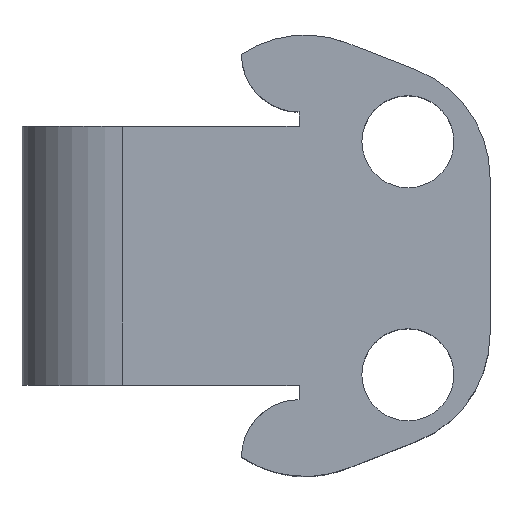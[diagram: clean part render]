
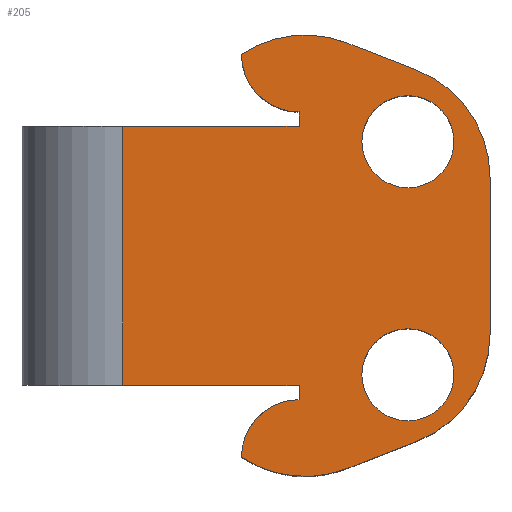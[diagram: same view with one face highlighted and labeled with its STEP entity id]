
A CAD part, top view. The second image highlights one B-rep face of the part: STEP entity #205.
In plain terms, the highlighted planar face has unit normal (0, 0, 1).
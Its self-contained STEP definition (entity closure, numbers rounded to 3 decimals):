
#6 = CARTESIAN_POINT ( 'NONE',  ( -40.996, -4.5, 7. ) ) ;
#12 = VECTOR ( 'NONE', #859, 1000. ) ;
#20 = CARTESIAN_POINT ( 'NONE',  ( -28.23, -2.727, 7. ) ) ;
#28 = DIRECTION ( 'NONE',  ( 1., 0., 0. ) ) ;
#30 = VECTOR ( 'NONE', #271, 1000. ) ;
#32 = ORIENTED_EDGE ( 'NONE', *, *, #607, .T. ) ;
#52 = DIRECTION ( 'NONE',  ( 0., 0., 1. ) ) ;
#55 = CARTESIAN_POINT ( 'NONE',  ( -31.083, -4.135, 7. ) ) ;
#57 = ORIENTED_EDGE ( 'NONE', *, *, #738, .F. ) ;
#58 = CIRCLE ( 'NONE', #107, 1.6 ) ;
#71 = DIRECTION ( 'NONE',  ( 1., 0., 0. ) ) ;
#76 = VECTOR ( 'NONE', #434, 1000. ) ;
#77 = CARTESIAN_POINT ( 'NONE',  ( -34.868, -4.5, 7. ) ) ;
#82 = DIRECTION ( 'NONE',  ( 1., 0., 0. ) ) ;
#85 = EDGE_CURVE ( 'NONE', #385, #100, #462, .T. ) ;
#93 = AXIS2_PLACEMENT_3D ( 'NONE', #858, #356, #647 ) ;
#100 = VERTEX_POINT ( 'NONE', #683 ) ;
#103 = VERTEX_POINT ( 'NONE', #821 ) ;
#107 = AXIS2_PLACEMENT_3D ( 'NONE', #375, #568, #653 ) ;
#122 = CIRCLE ( 'NONE', #509, 4. ) ;
#141 = VERTEX_POINT ( 'NONE', #20 ) ;
#148 = DIRECTION ( 'NONE',  ( 0., 0., 1. ) ) ;
#162 = EDGE_LOOP ( 'NONE', ( #306, #249 ) ) ;
#165 = DIRECTION ( 'NONE',  ( 0., -1., 0. ) ) ;
#172 = VERTEX_POINT ( 'NONE', #252 ) ;
#188 = EDGE_CURVE ( 'NONE', #679, #729, #227, .T. ) ;
#200 = DIRECTION ( 'NONE',  ( 1., 0., 0. ) ) ;
#205 = ADVANCED_FACE ( 'NONE', ( #236, #637, #416 ), #332, .T. ) ;
#208 = CARTESIAN_POINT ( 'NONE',  ( -34.868, -7., 7. ) ) ;
#212 = LINE ( 'NONE', #567, #944 ) ;
#218 = DIRECTION ( 'NONE',  ( 0., 0., 1. ) ) ;
#223 = EDGE_CURVE ( 'NONE', #413, #851, #372, .T. ) ;
#226 = ORIENTED_EDGE ( 'NONE', *, *, #438, .F. ) ;
#227 = CIRCLE ( 'NONE', #350, 1.6 ) ;
#233 = VERTEX_POINT ( 'NONE', #553 ) ;
#236 = FACE_OUTER_BOUND ( 'NONE', #355, .T. ) ;
#249 = ORIENTED_EDGE ( 'NONE', *, *, #468, .F. ) ;
#252 = CARTESIAN_POINT ( 'NONE',  ( -34.868, 4.5, 7. ) ) ;
#254 = DIRECTION ( 'NONE',  ( 1., 0., 0. ) ) ;
#257 = VERTEX_POINT ( 'NONE', #328 ) ;
#261 = CIRCLE ( 'NONE', #93, 2. ) ;
#264 = DIRECTION ( 'NONE',  ( 0., 0., 1. ) ) ;
#265 = DIRECTION ( 'NONE',  ( 1., 0., 0. ) ) ;
#271 = DIRECTION ( 'NONE',  ( 1., 0., 0. ) ) ;
#274 = AXIS2_PLACEMENT_3D ( 'NONE', #578, #293, #583 ) ;
#286 = CARTESIAN_POINT ( 'NONE',  ( -31.083, 3.965, 7. ) ) ;
#293 = DIRECTION ( 'NONE',  ( 0., 0., 1. ) ) ;
#295 = VERTEX_POINT ( 'NONE', #837 ) ;
#302 = CARTESIAN_POINT ( 'NONE',  ( -1.866, -4.795, 7. ) ) ;
#306 = ORIENTED_EDGE ( 'NONE', *, *, #421, .F. ) ;
#322 = CARTESIAN_POINT ( 'NONE',  ( -32.23, 2.727, 7. ) ) ;
#325 = ORIENTED_EDGE ( 'NONE', *, *, #759, .T. ) ;
#326 = EDGE_CURVE ( 'NONE', #100, #413, #465, .T. ) ;
#328 = CARTESIAN_POINT ( 'NONE',  ( -34.868, 5., 7. ) ) ;
#331 = EDGE_CURVE ( 'NONE', #257, #172, #945, .T. ) ;
#332 = PLANE ( 'NONE',  #478 ) ;
#340 = CARTESIAN_POINT ( 'NONE',  ( -40.996, 4.5, 7. ) ) ;
#350 = AXIS2_PLACEMENT_3D ( 'NONE', #825, #469, #82 ) ;
#352 = CIRCLE ( 'NONE', #579, 1.6 ) ;
#355 = EDGE_LOOP ( 'NONE', ( #520, #32, #857, #822, #561, #576, #325, #396, #554, #432, #226, #590, #689, #760 ) ) ;
#356 = DIRECTION ( 'NONE',  ( 0., 0., 1. ) ) ;
#362 = DIRECTION ( 'NONE',  ( -0.932, -0.363, 0. ) ) ;
#371 = EDGE_CURVE ( 'NONE', #295, #141, #838, .T. ) ;
#372 = CIRCLE ( 'NONE', #826, 4. ) ;
#375 = CARTESIAN_POINT ( 'NONE',  ( -31.083, -4.135, 7. ) ) ;
#382 = EDGE_CURVE ( 'NONE', #692, #505, #788, .T. ) ;
#385 = VERTEX_POINT ( 'NONE', #77 ) ;
#387 = LINE ( 'NONE', #675, #718 ) ;
#394 = CARTESIAN_POINT ( 'NONE',  ( -34.868, 5., 7. ) ) ;
#396 = ORIENTED_EDGE ( 'NONE', *, *, #85, .T. ) ;
#412 = CARTESIAN_POINT ( 'NONE',  ( -34.652, -3.67, 7. ) ) ;
#413 = VERTEX_POINT ( 'NONE', #796 ) ;
#416 = FACE_BOUND ( 'NONE', #162, .T. ) ;
#417 = CIRCLE ( 'NONE', #839, 1.6 ) ;
#419 = CARTESIAN_POINT ( 'NONE',  ( -34.652, 3.67, 7. ) ) ;
#420 = DIRECTION ( 'NONE',  ( 0., 0., 1. ) ) ;
#421 = EDGE_CURVE ( 'NONE', #705, #786, #58, .T. ) ;
#429 = VECTOR ( 'NONE', #362, 1000. ) ;
#432 = ORIENTED_EDGE ( 'NONE', *, *, #223, .T. ) ;
#434 = DIRECTION ( 'NONE',  ( 0., -1., 0. ) ) ;
#438 = EDGE_CURVE ( 'NONE', #295, #851, #870, .T. ) ;
#439 = CARTESIAN_POINT ( 'NONE',  ( -1.866, 4.795, 7. ) ) ;
#443 = DIRECTION ( 'NONE',  ( 1., 0., 0. ) ) ;
#461 = LINE ( 'NONE', #302, #700 ) ;
#462 = LINE ( 'NONE', #394, #850 ) ;
#465 = CIRCLE ( 'NONE', #564, 2. ) ;
#468 = EDGE_CURVE ( 'NONE', #786, #705, #352, .T. ) ;
#469 = DIRECTION ( 'NONE',  ( 0., 0., 1. ) ) ;
#475 = DIRECTION ( 'NONE',  ( 1., 0., 0. ) ) ;
#478 = AXIS2_PLACEMENT_3D ( 'NONE', #487, #420, #475 ) ;
#486 = CARTESIAN_POINT ( 'NONE',  ( -29.483, 3.965, 7. ) ) ;
#487 = CARTESIAN_POINT ( 'NONE',  ( 0., 0., 7. ) ) ;
#500 = VERTEX_POINT ( 'NONE', #810 ) ;
#505 = VERTEX_POINT ( 'NONE', #6 ) ;
#509 = AXIS2_PLACEMENT_3D ( 'NONE', #322, #623, #254 ) ;
#520 = ORIENTED_EDGE ( 'NONE', *, *, #558, .F. ) ;
#528 = CARTESIAN_POINT ( 'NONE',  ( -36.868, 7., 7. ) ) ;
#550 = ORIENTED_EDGE ( 'NONE', *, *, #188, .F. ) ;
#553 = CARTESIAN_POINT ( 'NONE',  ( -30.78, 6.455, 7. ) ) ;
#554 = ORIENTED_EDGE ( 'NONE', *, *, #326, .T. ) ;
#558 = EDGE_CURVE ( 'NONE', #103, #233, #461, .T. ) ;
#561 = ORIENTED_EDGE ( 'NONE', *, *, #843, .F. ) ;
#562 = CARTESIAN_POINT ( 'NONE',  ( -33.202, -7.397, 7. ) ) ;
#564 = AXIS2_PLACEMENT_3D ( 'NONE', #208, #148, #200 ) ;
#567 = CARTESIAN_POINT ( 'NONE',  ( 0., -4.5, 7. ) ) ;
#568 = DIRECTION ( 'NONE',  ( 0., 0., 1. ) ) ;
#576 = ORIENTED_EDGE ( 'NONE', *, *, #382, .T. ) ;
#577 = CARTESIAN_POINT ( 'NONE',  ( -32.683, 3.965, 7. ) ) ;
#578 = CARTESIAN_POINT ( 'NONE',  ( -32.23, -2.727, 7. ) ) ;
#579 = AXIS2_PLACEMENT_3D ( 'NONE', #55, #218, #443 ) ;
#583 = DIRECTION ( 'NONE',  ( 1., 0., 0. ) ) ;
#590 = ORIENTED_EDGE ( 'NONE', *, *, #371, .T. ) ;
#593 = DIRECTION ( 'NONE',  ( 0.932, -0.363, 0. ) ) ;
#598 = CIRCLE ( 'NONE', #613, 4. ) ;
#607 = EDGE_CURVE ( 'NONE', #103, #935, #598, .T. ) ;
#613 = AXIS2_PLACEMENT_3D ( 'NONE', #419, #264, #28 ) ;
#623 = DIRECTION ( 'NONE',  ( 0., 0., 1. ) ) ;
#630 = EDGE_CURVE ( 'NONE', #500, #233, #122, .T. ) ;
#637 = FACE_BOUND ( 'NONE', #782, .T. ) ;
#647 = DIRECTION ( 'NONE',  ( 1., 0., 0. ) ) ;
#653 = DIRECTION ( 'NONE',  ( 1., 0., 0. ) ) ;
#657 = CARTESIAN_POINT ( 'NONE',  ( -32.683, -4.135, 7. ) ) ;
#675 = CARTESIAN_POINT ( 'NONE',  ( -28.23, 0., 7. ) ) ;
#679 = VERTEX_POINT ( 'NONE', #486 ) ;
#683 = CARTESIAN_POINT ( 'NONE',  ( -34.868, -5., 7. ) ) ;
#689 = ORIENTED_EDGE ( 'NONE', *, *, #874, .F. ) ;
#692 = VERTEX_POINT ( 'NONE', #340 ) ;
#700 = VECTOR ( 'NONE', #593, 1000. ) ;
#705 = VERTEX_POINT ( 'NONE', #657 ) ;
#714 = CARTESIAN_POINT ( 'NONE',  ( -29.483, -4.135, 7. ) ) ;
#717 = CARTESIAN_POINT ( 'NONE',  ( -34.868, 5., 7. ) ) ;
#718 = VECTOR ( 'NONE', #823, 1000. ) ;
#728 = EDGE_CURVE ( 'NONE', #935, #257, #261, .T. ) ;
#729 = VERTEX_POINT ( 'NONE', #577 ) ;
#738 = EDGE_CURVE ( 'NONE', #729, #679, #417, .T. ) ;
#759 = EDGE_CURVE ( 'NONE', #505, #385, #212, .T. ) ;
#760 = ORIENTED_EDGE ( 'NONE', *, *, #630, .T. ) ;
#782 = EDGE_LOOP ( 'NONE', ( #57, #550 ) ) ;
#783 = CARTESIAN_POINT ( 'NONE',  ( 0., 4.5, 7. ) ) ;
#786 = VERTEX_POINT ( 'NONE', #714 ) ;
#788 = LINE ( 'NONE', #805, #12 ) ;
#796 = CARTESIAN_POINT ( 'NONE',  ( -36.868, -7., 7. ) ) ;
#804 = DIRECTION ( 'NONE',  ( 1., 0., 0. ) ) ;
#805 = CARTESIAN_POINT ( 'NONE',  ( -40.996, -2.5, 7. ) ) ;
#810 = CARTESIAN_POINT ( 'NONE',  ( -28.23, 2.727, 7. ) ) ;
#821 = CARTESIAN_POINT ( 'NONE',  ( -33.202, 7.397, 7. ) ) ;
#822 = ORIENTED_EDGE ( 'NONE', *, *, #331, .T. ) ;
#823 = DIRECTION ( 'NONE',  ( 0., -1., 0. ) ) ;
#825 = CARTESIAN_POINT ( 'NONE',  ( -31.083, 3.965, 7. ) ) ;
#826 = AXIS2_PLACEMENT_3D ( 'NONE', #412, #52, #265 ) ;
#837 = CARTESIAN_POINT ( 'NONE',  ( -30.78, -6.455, 7. ) ) ;
#838 = CIRCLE ( 'NONE', #274, 4. ) ;
#839 = AXIS2_PLACEMENT_3D ( 'NONE', #286, #875, #71 ) ;
#843 = EDGE_CURVE ( 'NONE', #692, #172, #923, .T. ) ;
#850 = VECTOR ( 'NONE', #165, 1000. ) ;
#851 = VERTEX_POINT ( 'NONE', #562 ) ;
#857 = ORIENTED_EDGE ( 'NONE', *, *, #728, .T. ) ;
#858 = CARTESIAN_POINT ( 'NONE',  ( -34.868, 7., 7. ) ) ;
#859 = DIRECTION ( 'NONE',  ( 0., -1., 0. ) ) ;
#870 = LINE ( 'NONE', #439, #429 ) ;
#874 = EDGE_CURVE ( 'NONE', #500, #141, #387, .T. ) ;
#875 = DIRECTION ( 'NONE',  ( 0., 0., 1. ) ) ;
#923 = LINE ( 'NONE', #783, #30 ) ;
#935 = VERTEX_POINT ( 'NONE', #528 ) ;
#944 = VECTOR ( 'NONE', #804, 1000. ) ;
#945 = LINE ( 'NONE', #717, #76 ) ;
